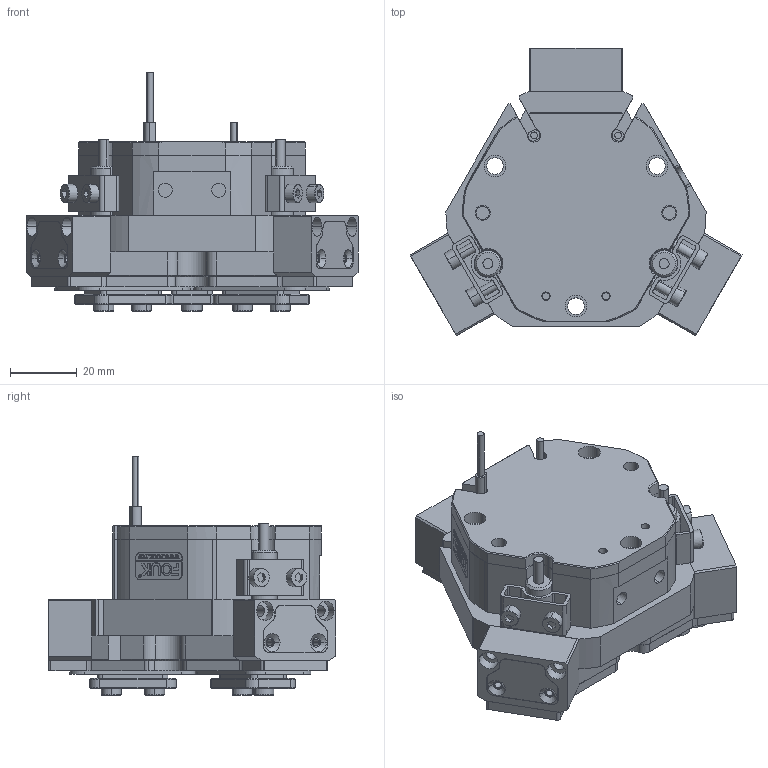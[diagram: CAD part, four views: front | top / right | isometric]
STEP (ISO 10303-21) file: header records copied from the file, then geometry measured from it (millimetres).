
FILE_DESCRIPTION (( 'STEP AP203' ), '1' );
FILE_NAME ('FZ42-78-P.STEP', '2025-03-27T07:16:01', ( 'USER-' ), ( 'Microsoft' ), 'SwSTEP 2.0', 'SolidWorks 2018', '' );
FILE_SCHEMA (( 'CONFIG_CONTROL_DESIGN' ));
Length unit declared in the file: millimetre
Products named in the file (20): 苤覜聆假蚾璃; TZT42-78-M-11奻葡裔啣; TZT42-78-M-05 菁裔啣; 内六角圆柱头螺钉[GBT70_1-2008][M3×10]_M3×10; TZT42-78-M-12耜猾极; TZT42-78-M-15 耜猾苤裔; 8x18諉輪羲壽; ﾏ擎ﾗ6｡ﾁ4｡ﾁ5; 20241021-M3 換覜ん揤輸蛌; TZT42-78-M-14 忒硌薊啣; 6x4-10; 棠羲換覜ん; TZT42-78-M-01 褲极; TZT42-78-M-13移动挡板(默认); TZT42-78-M-02 喘倛賑輸; 16x8-R1.5; 内六角圆柱头螺钉[GBT70_1-2008][M2.5×8]_M2.5×8; TZT42-78標蛈饜滅鳥; 揤輸蚾饜极; FZ42-78-P
Assembly tree (44 placements, depth 3):
  FZ42-78-P
    TZT42-78-M-01 褲极
    TZT42-78-M-02 喘倛賑輸  x3
    TZT42-78-M-05 菁裔啣
    8x18諉輪羲壽  x2
    20241021-M3 換覜ん揤輸蛌  x2
    16x8-R1.5
    棠羲換覜ん  x2
    内六角圆柱头螺钉[GBT70_1-2008][M3×10]_M3×10  x4
    ﾏ擎ﾗ6｡ﾁ4｡ﾁ5  x2
    揤輸蚾饜极  x3
      内六角圆柱头螺钉[GBT70_1-2008][M2.5×8]_M2.5×8
      苤覜聆假蚾璃
    TZT42-78標蛈饜滅鳥
      TZT42-78-M-12耜猾极  x3
      TZT42-78-M-15 耜猾苤裔  x3
      TZT42-78-M-11奻葡裔啣
      TZT42-78-M-14 忒硌薊啣  x3
      TZT42-78-M-13移动挡板(默认)  x3
      6x4-10  x6
Bounding box: 99.56 x 86.22 x 71.51 mm (x, y, z)
Volume: 164167.8 mm3; surface area: 81106.9 mm2
Topology: 46 solids, 51 shells, 2265 faces, 5849 edges, 3726 vertices
Faces by surface type: plane 1048, cylinder 727, cone 295, bspline 155, torus 40
Entity records: 51236 total; most frequent: CARTESIAN_POINT 14010, ORIENTED_EDGE 7298, DIRECTION 6872, EDGE_CURVE 3649, VERTEX_POINT 2372, VECTOR 2324, LINE 2324, AXIS2_PLACEMENT_3D 2274
